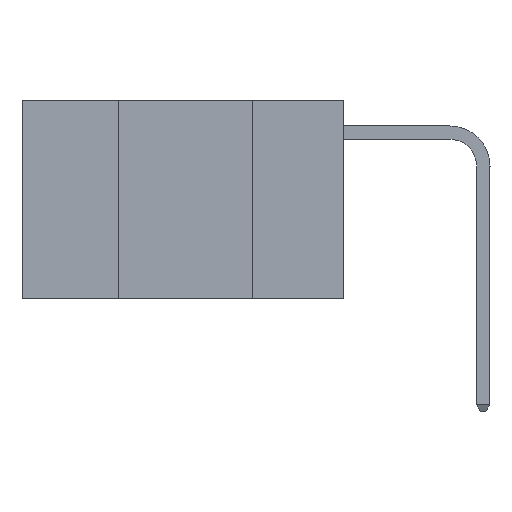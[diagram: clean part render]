
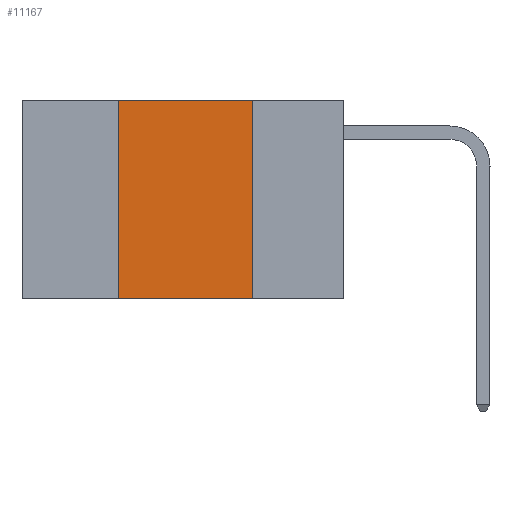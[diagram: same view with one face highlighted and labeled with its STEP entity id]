
A CAD part, left-side view. The second image highlights one B-rep face of the part: STEP entity #11167.
In plain terms, the highlighted planar face has unit normal (-1, 0, 0).
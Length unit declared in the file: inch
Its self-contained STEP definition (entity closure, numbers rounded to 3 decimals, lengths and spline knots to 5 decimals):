
#545 = ORIENTED_EDGE ( 'NONE', *, *, #26386, .F. ) ;
#1180 = CARTESIAN_POINT ( 'NONE',  ( 0., 0.42, 0. ) ) ;
#2822 = DIRECTION ( 'NONE',  ( 0., -1., 0. ) ) ;
#4005 = VECTOR ( 'NONE', #4010, 39.37008 ) ;
#4010 = DIRECTION ( 'NONE',  ( 0., 0., 1. ) ) ;
#5587 = CARTESIAN_POINT ( 'NONE',  ( 0., 0.17, 0. ) ) ;
#5861 = DIRECTION ( 'NONE',  ( 0., 0., -1. ) ) ;
#5954 = CARTESIAN_POINT ( 'NONE',  ( 0., 0.17, 0. ) ) ;
#6778 = CARTESIAN_POINT ( 'NONE',  ( 0., 0.42, -0.37 ) ) ;
#7443 = FACE_OUTER_BOUND ( 'NONE', #22803, .T. ) ;
#9633 = ORIENTED_EDGE ( 'NONE', *, *, #20874, .F. ) ;
#10333 = LINE ( 'NONE', #24989, #4005 ) ;
#11167 = ADVANCED_FACE ( 'NONE', ( #7443 ), #16368, .F. ) ;
#11372 = EDGE_CURVE ( 'NONE', #21879, #13040, #17639, .T. ) ;
#12039 = VECTOR ( 'NONE', #14977, 39.37008 ) ;
#12223 = LINE ( 'NONE', #5587, #17157 ) ;
#12281 = CARTESIAN_POINT ( 'NONE',  ( 0., 0.17, -0.37 ) ) ;
#12592 = ORIENTED_EDGE ( 'NONE', *, *, #11372, .F. ) ;
#13040 = VERTEX_POINT ( 'NONE', #5954 ) ;
#14935 = EDGE_CURVE ( 'NONE', #22214, #17159, #15470, .T. ) ;
#14977 = DIRECTION ( 'NONE',  ( 0., -1., 0. ) ) ;
#15470 = LINE ( 'NONE', #23770, #20341 ) ;
#16103 = DIRECTION ( 'NONE',  ( 0., 0., -1. ) ) ;
#16368 = PLANE ( 'NONE',  #20525 ) ;
#17157 = VECTOR ( 'NONE', #16103, 39.37008 ) ;
#17159 = VERTEX_POINT ( 'NONE', #12281 ) ;
#17639 = LINE ( 'NONE', #21152, #12039 ) ;
#18358 = CARTESIAN_POINT ( 'NONE',  ( 0., 0.6, 0. ) ) ;
#18440 = DIRECTION ( 'NONE',  ( 1., 0., 0. ) ) ;
#20341 = VECTOR ( 'NONE', #2822, 39.37008 ) ;
#20525 = AXIS2_PLACEMENT_3D ( 'NONE', #18358, #18440, #5861 ) ;
#20874 = EDGE_CURVE ( 'NONE', #22214, #21879, #10333, .T. ) ;
#21152 = CARTESIAN_POINT ( 'NONE',  ( 0., 0.6, 0. ) ) ;
#21879 = VERTEX_POINT ( 'NONE', #1180 ) ;
#22214 = VERTEX_POINT ( 'NONE', #6778 ) ;
#22803 = EDGE_LOOP ( 'NONE', ( #545, #12592, #9633, #26863 ) ) ;
#23770 = CARTESIAN_POINT ( 'NONE',  ( 0., 0.6, -0.37 ) ) ;
#24989 = CARTESIAN_POINT ( 'NONE',  ( 0., 0.42, 0. ) ) ;
#26386 = EDGE_CURVE ( 'NONE', #13040, #17159, #12223, .T. ) ;
#26863 = ORIENTED_EDGE ( 'NONE', *, *, #14935, .T. ) ;
